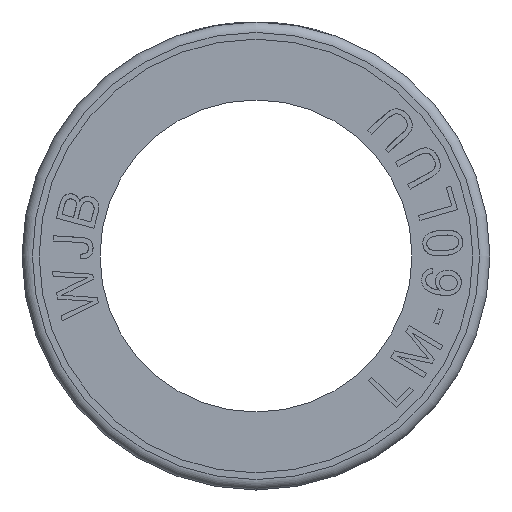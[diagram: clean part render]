
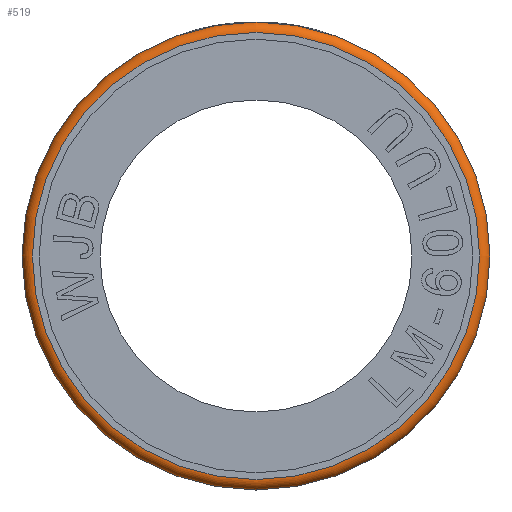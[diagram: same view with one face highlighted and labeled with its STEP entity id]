
A CAD part, left-side view. The second image highlights one B-rep face of the part: STEP entity #519.
In plain terms, the highlighted toroidal (fillet/blend) face has major radius 43 mm and minor radius 2 mm.
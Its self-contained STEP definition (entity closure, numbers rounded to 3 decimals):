
#466=TOROIDAL_SURFACE('',#5482,43.,2.);
#519=ADVANCED_FACE('',(#1103,#1104),#466,.T.);
#1005=CIRCLE('',#5455,43.);
#1011=CIRCLE('',#5466,45.);
#1103=FACE_BOUND('',#1193,.T.);
#1104=FACE_BOUND('',#1194,.T.);
#1193=EDGE_LOOP('',(#2120));
#1194=EDGE_LOOP('',(#2121));
#2120=ORIENTED_EDGE('',*,*,#4056,.F.);
#2121=ORIENTED_EDGE('',*,*,#4050,.F.);
#3554=VERTEX_POINT('',#7921);
#3560=VERTEX_POINT('',#7938);
#4050=EDGE_CURVE('',#3554,#3554,#1005,.T.);
#4056=EDGE_CURVE('',#3560,#3560,#1011,.T.);
#5455=AXIS2_PLACEMENT_3D('',#7920,#5875,#5876);
#5466=AXIS2_PLACEMENT_3D('',#7937,#5897,#5898);
#5482=AXIS2_PLACEMENT_3D('',#7961,#5929,#5930);
#5875=DIRECTION('',(-1.,0.,0.));
#5876=DIRECTION('',(0.,0.,1.));
#5897=DIRECTION('',(1.,0.,0.));
#5898=DIRECTION('',(0.,0.,1.));
#5929=DIRECTION('',(-1.,0.,0.));
#5930=DIRECTION('',(0.,0.,1.));
#7920=CARTESIAN_POINT('',(0.,0.,0.));
#7921=CARTESIAN_POINT('',(0.,0.,43.));
#7937=CARTESIAN_POINT('',(2.,0.,0.));
#7938=CARTESIAN_POINT('',(2.,0.,45.));
#7961=CARTESIAN_POINT('',(2.,0.,0.));
